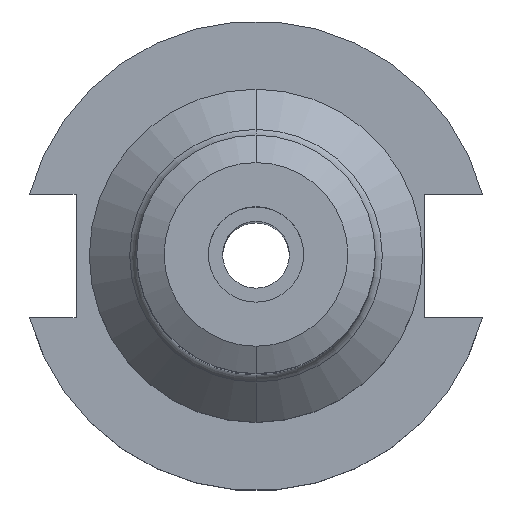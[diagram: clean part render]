
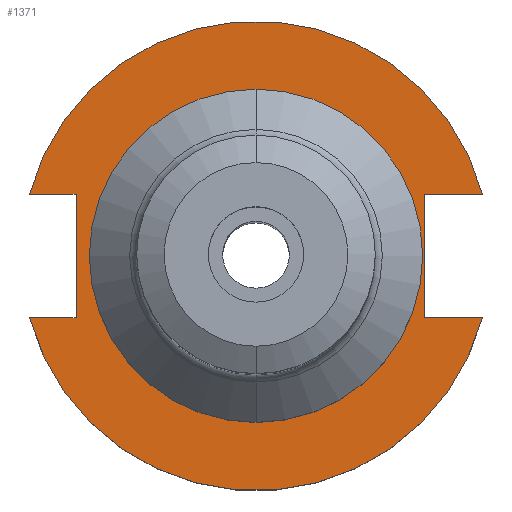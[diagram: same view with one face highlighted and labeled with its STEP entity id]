
A CAD part, top view. The second image highlights one B-rep face of the part: STEP entity #1371.
In plain terms, the highlighted planar face has unit normal (0, 0, 1).
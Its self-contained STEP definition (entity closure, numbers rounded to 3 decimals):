
#26 = VERTEX_POINT ( 'NONE', #1476 ) ;
#57 = CARTESIAN_POINT ( 'NONE',  ( 0., 0., 19.05 ) ) ;
#74 = CARTESIAN_POINT ( 'NONE',  ( -63.719, -12.954, 19.05 ) ) ;
#92 = CIRCLE ( 'NONE', #992, 49.212 ) ;
#132 = ORIENTED_EDGE ( 'NONE', *, *, #1983, .F. ) ;
#152 = CARTESIAN_POINT ( 'NONE',  ( -37.719, 12.954, 19.05 ) ) ;
#172 = FACE_BOUND ( 'NONE', #1377, .T. ) ;
#209 = DIRECTION ( 'NONE',  ( 1., 0., 0. ) ) ;
#220 = EDGE_LOOP ( 'NONE', ( #1421, #901, #634, #132, #671, #1465, #1326, #1754 ) ) ;
#248 = ORIENTED_EDGE ( 'NONE', *, *, #1173, .F. ) ;
#249 = DIRECTION ( 'NONE',  ( 0., 0., 1. ) ) ;
#259 = VERTEX_POINT ( 'NONE', #767 ) ;
#329 = CIRCLE ( 'NONE', #1387, 34.925 ) ;
#337 = AXIS2_PLACEMENT_3D ( 'NONE', #1749, #811, #1764 ) ;
#340 = CARTESIAN_POINT ( 'NONE',  ( -37.719, -12.954, 19.05 ) ) ;
#367 = CARTESIAN_POINT ( 'NONE',  ( -37.719, 12.954, 19.05 ) ) ;
#434 = AXIS2_PLACEMENT_3D ( 'NONE', #1986, #249, #1347 ) ;
#449 = EDGE_CURVE ( 'NONE', #659, #1898, #796, .T. ) ;
#491 = CARTESIAN_POINT ( 'NONE',  ( -47.477, 12.954, 19.05 ) ) ;
#514 = EDGE_CURVE ( 'NONE', #1489, #1679, #329, .T. ) ;
#529 = ORIENTED_EDGE ( 'NONE', *, *, #514, .F. ) ;
#583 = VECTOR ( 'NONE', #626, 1000. ) ;
#588 = VECTOR ( 'NONE', #1171, 1000. ) ;
#621 = EDGE_CURVE ( 'NONE', #662, #1900, #1857, .T. ) ;
#626 = DIRECTION ( 'NONE',  ( 0., 1., 0. ) ) ;
#634 = ORIENTED_EDGE ( 'NONE', *, *, #1462, .F. ) ;
#659 = VERTEX_POINT ( 'NONE', #1830 ) ;
#662 = VERTEX_POINT ( 'NONE', #1995 ) ;
#669 = CARTESIAN_POINT ( 'NONE',  ( 35.306, 12.954, 19.05 ) ) ;
#671 = ORIENTED_EDGE ( 'NONE', *, *, #449, .T. ) ;
#678 = LINE ( 'NONE', #846, #1885 ) ;
#696 = AXIS2_PLACEMENT_3D ( 'NONE', #1816, #867, #1981 ) ;
#767 = CARTESIAN_POINT ( 'NONE',  ( 35.306, 12.954, 19.05 ) ) ;
#796 = CIRCLE ( 'NONE', #337, 49.212 ) ;
#811 = DIRECTION ( 'NONE',  ( 0., 0., 1. ) ) ;
#825 = EDGE_CURVE ( 'NONE', #1656, #26, #678, .T. ) ;
#840 = VERTEX_POINT ( 'NONE', #367 ) ;
#846 = CARTESIAN_POINT ( 'NONE',  ( 35.306, -12.954, 19.05 ) ) ;
#867 = DIRECTION ( 'NONE',  ( 0., 0., 1. ) ) ;
#888 = CIRCLE ( 'NONE', #696, 34.925 ) ;
#901 = ORIENTED_EDGE ( 'NONE', *, *, #825, .F. ) ;
#922 = DIRECTION ( 'NONE',  ( 0., 0., 1. ) ) ;
#979 = EDGE_CURVE ( 'NONE', #840, #1898, #1573, .T. ) ;
#992 = AXIS2_PLACEMENT_3D ( 'NONE', #57, #1158, #209 ) ;
#1025 = LINE ( 'NONE', #669, #1463 ) ;
#1072 = DIRECTION ( 'NONE',  ( 0., -1., 0. ) ) ;
#1141 = DIRECTION ( 'NONE',  ( -1., 0., 0. ) ) ;
#1145 = VECTOR ( 'NONE', #1785, 1000. ) ;
#1158 = DIRECTION ( 'NONE',  ( 0., 0., 1. ) ) ;
#1171 = DIRECTION ( 'NONE',  ( 1., 0., 0. ) ) ;
#1173 = EDGE_CURVE ( 'NONE', #1679, #1489, #888, .T. ) ;
#1186 = VECTOR ( 'NONE', #1072, 1000. ) ;
#1232 = LINE ( 'NONE', #1384, #1186 ) ;
#1297 = CARTESIAN_POINT ( 'NONE',  ( -63.719, 12.954, 19.05 ) ) ;
#1326 = ORIENTED_EDGE ( 'NONE', *, *, #1833, .F. ) ;
#1347 = DIRECTION ( 'NONE',  ( 1., 0., 0. ) ) ;
#1371 = ADVANCED_FACE ( 'NONE', ( #172, #1810 ), #1669, .T. ) ;
#1377 = EDGE_LOOP ( 'NONE', ( #529, #248 ) ) ;
#1384 = CARTESIAN_POINT ( 'NONE',  ( 35.306, 12.954, 19.05 ) ) ;
#1387 = AXIS2_PLACEMENT_3D ( 'NONE', #1722, #922, #1874 ) ;
#1421 = ORIENTED_EDGE ( 'NONE', *, *, #2020, .T. ) ;
#1462 = EDGE_CURVE ( 'NONE', #259, #1656, #1232, .T. ) ;
#1463 = VECTOR ( 'NONE', #1141, 1000. ) ;
#1465 = ORIENTED_EDGE ( 'NONE', *, *, #979, .F. ) ;
#1476 = CARTESIAN_POINT ( 'NONE',  ( 47.477, -12.954, 19.05 ) ) ;
#1489 = VERTEX_POINT ( 'NONE', #1869 ) ;
#1573 = LINE ( 'NONE', #1297, #1145 ) ;
#1614 = CARTESIAN_POINT ( 'NONE',  ( 35.306, -12.954, 19.05 ) ) ;
#1621 = CARTESIAN_POINT ( 'NONE',  ( -34.925, 0., 19.05 ) ) ;
#1646 = DIRECTION ( 'NONE',  ( 1., 0., 0. ) ) ;
#1656 = VERTEX_POINT ( 'NONE', #1614 ) ;
#1669 = PLANE ( 'NONE',  #434 ) ;
#1679 = VERTEX_POINT ( 'NONE', #1621 ) ;
#1722 = CARTESIAN_POINT ( 'NONE',  ( 0., 0., 19.05 ) ) ;
#1749 = CARTESIAN_POINT ( 'NONE',  ( 0., 0., 19.05 ) ) ;
#1754 = ORIENTED_EDGE ( 'NONE', *, *, #621, .F. ) ;
#1764 = DIRECTION ( 'NONE',  ( 1., 0., 0. ) ) ;
#1785 = DIRECTION ( 'NONE',  ( -1., 0., 0. ) ) ;
#1808 = LINE ( 'NONE', #152, #583 ) ;
#1810 = FACE_OUTER_BOUND ( 'NONE', #220, .T. ) ;
#1816 = CARTESIAN_POINT ( 'NONE',  ( 0., 0., 19.05 ) ) ;
#1830 = CARTESIAN_POINT ( 'NONE',  ( 47.477, 12.954, 19.05 ) ) ;
#1833 = EDGE_CURVE ( 'NONE', #1900, #840, #1808, .T. ) ;
#1857 = LINE ( 'NONE', #74, #588 ) ;
#1869 = CARTESIAN_POINT ( 'NONE',  ( 34.925, 0., 19.05 ) ) ;
#1874 = DIRECTION ( 'NONE',  ( 1., 0., 0. ) ) ;
#1885 = VECTOR ( 'NONE', #1646, 1000. ) ;
#1898 = VERTEX_POINT ( 'NONE', #491 ) ;
#1900 = VERTEX_POINT ( 'NONE', #340 ) ;
#1981 = DIRECTION ( 'NONE',  ( 1., 0., 0. ) ) ;
#1983 = EDGE_CURVE ( 'NONE', #659, #259, #1025, .T. ) ;
#1986 = CARTESIAN_POINT ( 'NONE',  ( 0., 49.212, 19.05 ) ) ;
#1995 = CARTESIAN_POINT ( 'NONE',  ( -47.477, -12.954, 19.05 ) ) ;
#2020 = EDGE_CURVE ( 'NONE', #662, #26, #92, .T. ) ;
